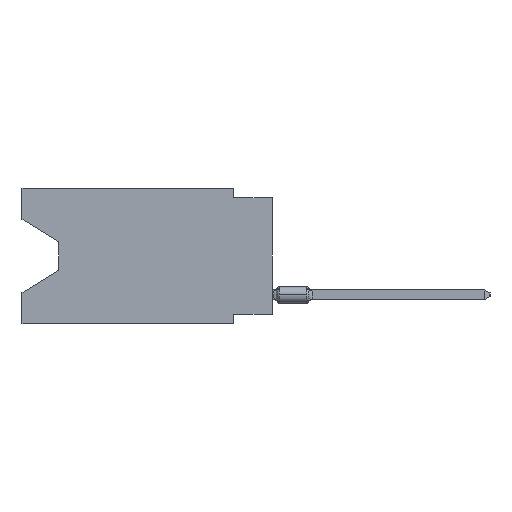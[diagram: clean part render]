
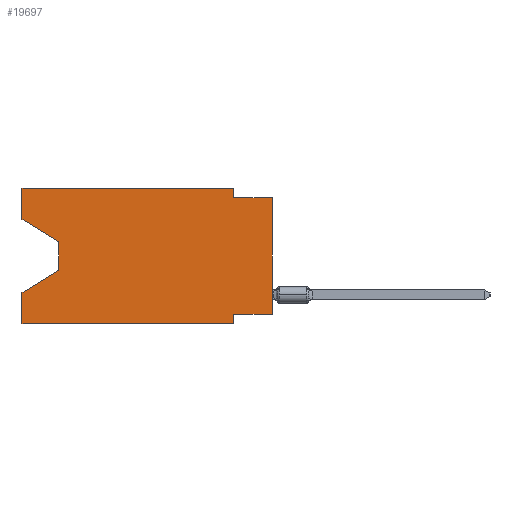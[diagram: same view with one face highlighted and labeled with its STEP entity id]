
A CAD part, left-side view. The second image highlights one B-rep face of the part: STEP entity #19697.
In plain terms, the highlighted planar face has unit normal (-1, 0, 0).
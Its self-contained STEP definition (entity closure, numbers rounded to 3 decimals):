
#473 = ORIENTED_EDGE ( 'NONE', *, *, #24514, .F. ) ;
#834 = DIRECTION ( 'NONE',  ( 0., -1., 0. ) ) ;
#1516 = VECTOR ( 'NONE', #28206, 1000. ) ;
#2271 = DIRECTION ( 'NONE',  ( 0., 0., 1. ) ) ;
#3168 = CARTESIAN_POINT ( 'NONE',  ( 0., 0., 0. ) ) ;
#4045 = ORIENTED_EDGE ( 'NONE', *, *, #51072, .F. ) ;
#4787 = EDGE_CURVE ( 'NONE', #27354, #15091, #60729, .T. ) ;
#7105 = ORIENTED_EDGE ( 'NONE', *, *, #29167, .F. ) ;
#7292 = EDGE_LOOP ( 'NONE', ( #7754, #58053, #55611, #19595, #11346, #7105, #51165, #38750, #53461, #473, #42831, #4045 ) ) ;
#7754 = ORIENTED_EDGE ( 'NONE', *, *, #9292, .T. ) ;
#8078 = VECTOR ( 'NONE', #32118, 1000. ) ;
#9076 = VERTEX_POINT ( 'NONE', #36029 ) ;
#9282 = CARTESIAN_POINT ( 'NONE',  ( 0., 13.97, -3.505 ) ) ;
#9292 = EDGE_CURVE ( 'NONE', #14794, #9076, #23942, .T. ) ;
#10796 = CARTESIAN_POINT ( 'NONE',  ( 0., 16.383, 0. ) ) ;
#11346 = ORIENTED_EDGE ( 'NONE', *, *, #56226, .T. ) ;
#13720 = DIRECTION ( 'NONE',  ( 0., 1., 0. ) ) ;
#14051 = CARTESIAN_POINT ( 'NONE',  ( 0., 2.54, -8.255 ) ) ;
#14428 = VECTOR ( 'NONE', #29943, 1000. ) ;
#14794 = VERTEX_POINT ( 'NONE', #33270 ) ;
#15091 = VERTEX_POINT ( 'NONE', #40044 ) ;
#16663 = DIRECTION ( 'NONE',  ( 0., -1., 0. ) ) ;
#16969 = LINE ( 'NONE', #30620, #32096 ) ;
#17988 = CARTESIAN_POINT ( 'NONE',  ( 0., 0., -8.255 ) ) ;
#18258 = EDGE_CURVE ( 'NONE', #43240, #32315, #18406, .T. ) ;
#18333 = CARTESIAN_POINT ( 'NONE',  ( 0., 2.54, -8.89 ) ) ;
#18406 = LINE ( 'NONE', #51624, #56312 ) ;
#18783 = AXIS2_PLACEMENT_3D ( 'NONE', #47384, #43331, #38652 ) ;
#19595 = ORIENTED_EDGE ( 'NONE', *, *, #59564, .F. ) ;
#19697 = ADVANCED_FACE ( 'NONE', ( #24086 ), #37412, .F. ) ;
#20367 = LINE ( 'NONE', #49818, #14428 ) ;
#21477 = CARTESIAN_POINT ( 'NONE',  ( 0., 16.383, 0. ) ) ;
#22146 = DIRECTION ( 'NONE',  ( 0., 0., 1. ) ) ;
#22767 = LINE ( 'NONE', #3168, #40870 ) ;
#23106 = VERTEX_POINT ( 'NONE', #21477 ) ;
#23942 = LINE ( 'NONE', #28270, #30258 ) ;
#24086 = FACE_OUTER_BOUND ( 'NONE', #7292, .T. ) ;
#24511 = CARTESIAN_POINT ( 'NONE',  ( 0., 0., -0.635 ) ) ;
#24514 = EDGE_CURVE ( 'NONE', #38079, #36409, #57940, .T. ) ;
#24781 = VECTOR ( 'NONE', #56756, 1000. ) ;
#25075 = DIRECTION ( 'NONE',  ( 0., 0., 1. ) ) ;
#26526 = CARTESIAN_POINT ( 'NONE',  ( 0., 13.97, -5.385 ) ) ;
#26588 = VECTOR ( 'NONE', #2271, 1000. ) ;
#26901 = VECTOR ( 'NONE', #25075, 1000. ) ;
#26964 = VERTEX_POINT ( 'NONE', #18333 ) ;
#27354 = VERTEX_POINT ( 'NONE', #26526 ) ;
#28206 = DIRECTION ( 'NONE',  ( 0., 0., -1. ) ) ;
#28270 = CARTESIAN_POINT ( 'NONE',  ( 0., 16.383, -2.038 ) ) ;
#29167 = EDGE_CURVE ( 'NONE', #32315, #26964, #33743, .T. ) ;
#29943 = DIRECTION ( 'NONE',  ( 0., -1., 0. ) ) ;
#30233 = LINE ( 'NONE', #44855, #26588 ) ;
#30258 = VECTOR ( 'NONE', #43811, 1000. ) ;
#30620 = CARTESIAN_POINT ( 'NONE',  ( 0., 0., -0.635 ) ) ;
#32096 = VECTOR ( 'NONE', #16663, 1000. ) ;
#32118 = DIRECTION ( 'NONE',  ( 0., 0.855, -0.519 ) ) ;
#32315 = VERTEX_POINT ( 'NONE', #14051 ) ;
#32729 = CARTESIAN_POINT ( 'NONE',  ( 0., 16.383, -8.89 ) ) ;
#33270 = CARTESIAN_POINT ( 'NONE',  ( 0., 16.383, -2.038 ) ) ;
#33743 = LINE ( 'NONE', #57989, #24781 ) ;
#34599 = VERTEX_POINT ( 'NONE', #24511 ) ;
#36029 = CARTESIAN_POINT ( 'NONE',  ( 0., 13.97, -3.505 ) ) ;
#36409 = VERTEX_POINT ( 'NONE', #51149 ) ;
#37412 = PLANE ( 'NONE',  #18783 ) ;
#37614 = CARTESIAN_POINT ( 'NONE',  ( 0., 2.54, 0. ) ) ;
#38079 = VERTEX_POINT ( 'NONE', #37614 ) ;
#38652 = DIRECTION ( 'NONE',  ( 0., 0., -1. ) ) ;
#38750 = ORIENTED_EDGE ( 'NONE', *, *, #45309, .T. ) ;
#38910 = EDGE_CURVE ( 'NONE', #9076, #27354, #41878, .T. ) ;
#39009 = VECTOR ( 'NONE', #39563, 1000. ) ;
#39563 = DIRECTION ( 'NONE',  ( 0., 0., -1. ) ) ;
#40044 = CARTESIAN_POINT ( 'NONE',  ( 0., 16.383, -6.852 ) ) ;
#40870 = VECTOR ( 'NONE', #22146, 1000. ) ;
#41878 = LINE ( 'NONE', #9282, #1516 ) ;
#42277 = VERTEX_POINT ( 'NONE', #32729 ) ;
#42831 = ORIENTED_EDGE ( 'NONE', *, *, #45915, .F. ) ;
#43240 = VERTEX_POINT ( 'NONE', #17988 ) ;
#43331 = DIRECTION ( 'NONE',  ( 1., 0., 0. ) ) ;
#43811 = DIRECTION ( 'NONE',  ( 0., -0.855, -0.519 ) ) ;
#43955 = CARTESIAN_POINT ( 'NONE',  ( 0., 2.54, 0. ) ) ;
#44855 = CARTESIAN_POINT ( 'NONE',  ( 0., 16.383, 0. ) ) ;
#45309 = EDGE_CURVE ( 'NONE', #43240, #34599, #22767, .T. ) ;
#45915 = EDGE_CURVE ( 'NONE', #23106, #38079, #52727, .T. ) ;
#47150 = EDGE_CURVE ( 'NONE', #36409, #34599, #16969, .T. ) ;
#47384 = CARTESIAN_POINT ( 'NONE',  ( 0., 16.383, 0. ) ) ;
#48367 = CARTESIAN_POINT ( 'NONE',  ( 0., 16.383, 0. ) ) ;
#49818 = CARTESIAN_POINT ( 'NONE',  ( 0., 16.383, -8.89 ) ) ;
#51072 = EDGE_CURVE ( 'NONE', #14794, #23106, #53348, .T. ) ;
#51149 = CARTESIAN_POINT ( 'NONE',  ( 0., 2.54, -0.635 ) ) ;
#51165 = ORIENTED_EDGE ( 'NONE', *, *, #18258, .F. ) ;
#51624 = CARTESIAN_POINT ( 'NONE',  ( 0., 0., -8.255 ) ) ;
#52727 = LINE ( 'NONE', #48367, #58781 ) ;
#53348 = LINE ( 'NONE', #10796, #26901 ) ;
#53461 = ORIENTED_EDGE ( 'NONE', *, *, #47150, .F. ) ;
#55611 = ORIENTED_EDGE ( 'NONE', *, *, #4787, .T. ) ;
#56226 = EDGE_CURVE ( 'NONE', #42277, #26964, #20367, .T. ) ;
#56312 = VECTOR ( 'NONE', #13720, 1000. ) ;
#56756 = DIRECTION ( 'NONE',  ( 0., 0., -1. ) ) ;
#57940 = LINE ( 'NONE', #43955, #39009 ) ;
#57989 = CARTESIAN_POINT ( 'NONE',  ( 0., 2.54, -8.89 ) ) ;
#58053 = ORIENTED_EDGE ( 'NONE', *, *, #38910, .T. ) ;
#58781 = VECTOR ( 'NONE', #834, 1000. ) ;
#59564 = EDGE_CURVE ( 'NONE', #42277, #15091, #30233, .T. ) ;
#60413 = CARTESIAN_POINT ( 'NONE',  ( 0., 13.97, -5.385 ) ) ;
#60729 = LINE ( 'NONE', #60413, #8078 ) ;
